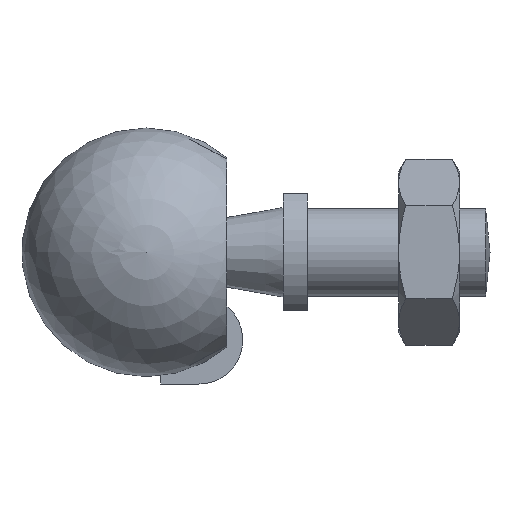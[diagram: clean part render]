
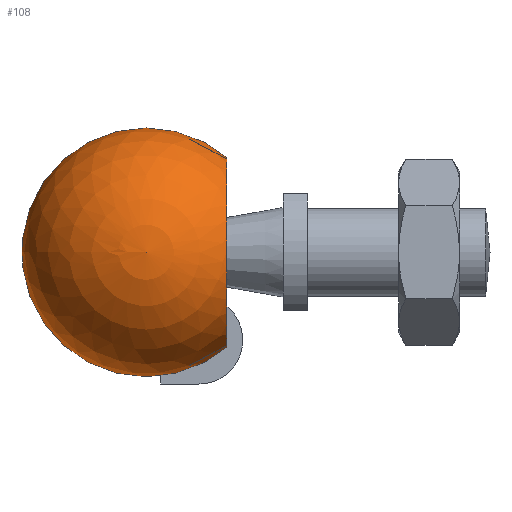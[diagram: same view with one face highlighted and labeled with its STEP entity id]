
A CAD part, left-side view. The second image highlights one B-rep face of the part: STEP entity #108.
In plain terms, the highlighted spherical face has radius 8.5 mm.
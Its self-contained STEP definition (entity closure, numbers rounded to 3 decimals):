
#108 = ADVANCED_FACE( '', ( #264, #265, #266 ), #267, .T. );
#264 = FACE_BOUND( '', #486, .T. );
#265 = FACE_OUTER_BOUND( '', #487, .T. );
#266 = FACE_BOUND( '', #488, .T. );
#267 = SPHERICAL_SURFACE( '', #489, 8.5 );
#486 = VERTEX_LOOP( '', #760 );
#487 = EDGE_LOOP( '', ( #761, #762, #763, #764 ) );
#488 = EDGE_LOOP( '', ( #765 ) );
#489 = AXIS2_PLACEMENT_3D( '', #766, #767, #768 );
#760 = VERTEX_POINT( '', #1257 );
#761 = ORIENTED_EDGE( '', *, *, #1258, .F. );
#762 = ORIENTED_EDGE( '', *, *, #1259, .F. );
#763 = ORIENTED_EDGE( '', *, *, #1260, .F. );
#764 = ORIENTED_EDGE( '', *, *, #1261, .F. );
#765 = ORIENTED_EDGE( '', *, *, #1262, .T. );
#766 = CARTESIAN_POINT( '', ( 0., 0., 0. ) );
#767 = DIRECTION( '', ( 1., 0., 0. ) );
#768 = DIRECTION( '', ( 0., 1., 0. ) );
#1257 = CARTESIAN_POINT( '', ( -8.5, 0., 0. ) );
#1258 = EDGE_CURVE( '', #1503, #1504, #1505, .F. );
#1259 = EDGE_CURVE( '', #1506, #1503, #1507, .T. );
#1260 = EDGE_CURVE( '', #1508, #1506, #1509, .F. );
#1261 = EDGE_CURVE( '', #1504, #1508, #1510, .F. );
#1262 = EDGE_CURVE( '', #1511, #1511, #1512, .F. );
#1503 = VERTEX_POINT( '', #1862 );
#1504 = VERTEX_POINT( '', #1863 );
#1505 = CIRCLE( '', #1864, 8.261 );
#1506 = VERTEX_POINT( '', #1865 );
#1507 = CIRCLE( '', #1866, 5.368 );
#1508 = VERTEX_POINT( '', #1867 );
#1509 = CIRCLE( '', #1868, 8.5 );
#1510 = CIRCLE( '', #1869, 5.9 );
#1511 = VERTEX_POINT( '', #1870 );
#1512 = CIRCLE( '', #1871, 6.481 );
#1862 = CARTESIAN_POINT( '', ( 6.59, -1.581, 5.13 ) );
#1863 = CARTESIAN_POINT( '', ( 6.119, -1.939, 5.572 ) );
#1864 = AXIS2_PLACEMENT_3D( '', #2247, #2248, #2249 );
#1865 = CARTESIAN_POINT( '', ( 6.59, -3.378, 4.172 ) );
#1866 = AXIS2_PLACEMENT_3D( '', #2250, #2251, #2252 );
#1867 = CARTESIAN_POINT( '', ( 6.119, -3.713, 4.585 ) );
#1868 = AXIS2_PLACEMENT_3D( '', #2253, #2254, #2255 );
#1869 = AXIS2_PLACEMENT_3D( '', #2256, #2257, #2258 );
#1870 = CARTESIAN_POINT( '', ( 0., -5.5, -6.481 ) );
#1871 = AXIS2_PLACEMENT_3D( '', #2259, #2260, #2261 );
#2247 = CARTESIAN_POINT( '', ( 0., 1.554, 1.259 ) );
#2248 = DIRECTION( '', ( 0., 0.777, 0.629 ) );
#2249 = DIRECTION( '', ( 0., -0.629, 0.777 ) );
#2250 = CARTESIAN_POINT( '', ( 6.59, 0., 0. ) );
#2251 = DIRECTION( '', ( 1., 0., 0. ) );
#2252 = DIRECTION( '', ( 0., 0., -1. ) );
#2253 = CARTESIAN_POINT( '', ( 0., 0., 0. ) );
#2254 = DIRECTION( '', ( 0., -0.777, -0.629 ) );
#2255 = DIRECTION( '', ( 0., 0.629, -0.777 ) );
#2256 = CARTESIAN_POINT( '', ( 6.119, 0., 0. ) );
#2257 = DIRECTION( '', ( -1., 0., 0. ) );
#2258 = DIRECTION( '', ( 0., 0., 1. ) );
#2259 = CARTESIAN_POINT( '', ( 0., -5.5, 0. ) );
#2260 = DIRECTION( '', ( 0., -1., 0. ) );
#2261 = DIRECTION( '', ( 0., 0., -1. ) );
